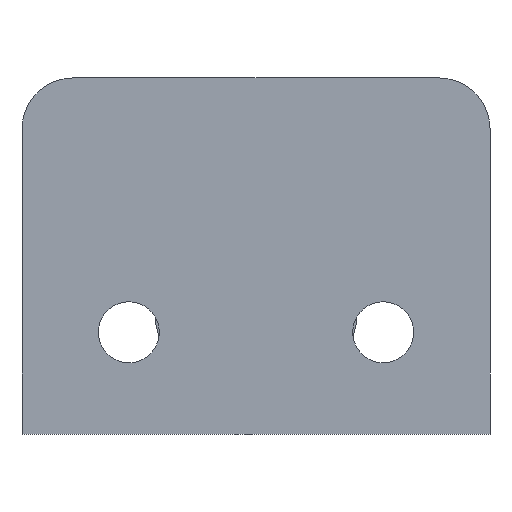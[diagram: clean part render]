
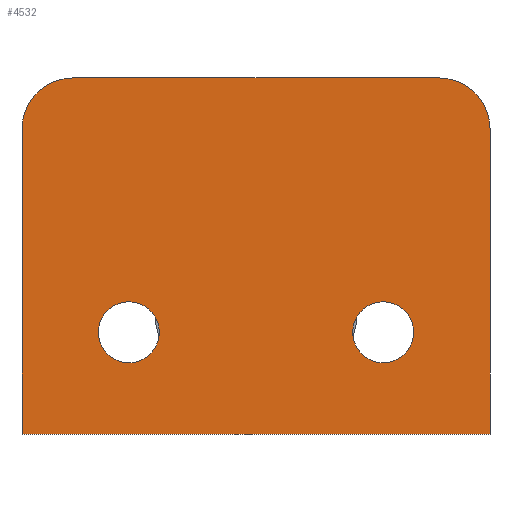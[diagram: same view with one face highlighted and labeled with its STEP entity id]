
A CAD part, front view. The second image highlights one B-rep face of the part: STEP entity #4532.
In plain terms, the highlighted planar face has unit normal (0, -1, 0).
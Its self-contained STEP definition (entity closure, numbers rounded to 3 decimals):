
#32 = EDGE_CURVE ( 'NONE', #4130, #1297, #4320, .T. ) ;
#36 = CARTESIAN_POINT ( 'NONE',  ( 23., -2., 12.5 ) ) ;
#60 = VECTOR ( 'NONE', #1505, 1000. ) ;
#79 = ORIENTED_EDGE ( 'NONE', *, *, #32, .T. ) ;
#213 = VECTOR ( 'NONE', #5370, 1000. ) ;
#237 = VERTEX_POINT ( 'NONE', #4591 ) ;
#378 = ORIENTED_EDGE ( 'NONE', *, *, #2137, .T. ) ;
#517 = CARTESIAN_POINT ( 'NONE',  ( -18., -2., 17.5 ) ) ;
#775 = DIRECTION ( 'NONE',  ( 0., 0., 1. ) ) ;
#781 = DIRECTION ( 'NONE',  ( 0., 0., 1. ) ) ;
#878 = FACE_OUTER_BOUND ( 'NONE', #4842, .T. ) ;
#917 = DIRECTION ( 'NONE',  ( 0., 0., 1. ) ) ;
#919 = CARTESIAN_POINT ( 'NONE',  ( 12.5, -2., -4.5 ) ) ;
#1004 = CARTESIAN_POINT ( 'NONE',  ( -12.5, -2., -4.5 ) ) ;
#1069 = VERTEX_POINT ( 'NONE', #919 ) ;
#1081 = VERTEX_POINT ( 'NONE', #517 ) ;
#1103 = AXIS2_PLACEMENT_3D ( 'NONE', #1814, #2315, #2384 ) ;
#1123 = DIRECTION ( 'NONE',  ( 0., 1., 0. ) ) ;
#1174 = LINE ( 'NONE', #6026, #60 ) ;
#1273 = AXIS2_PLACEMENT_3D ( 'NONE', #5801, #1356, #775 ) ;
#1297 = VERTEX_POINT ( 'NONE', #1004 ) ;
#1323 = FACE_BOUND ( 'NONE', #6927, .T. ) ;
#1329 = CARTESIAN_POINT ( 'NONE',  ( 18., -2., 17.5 ) ) ;
#1356 = DIRECTION ( 'NONE',  ( 0., 1., 0. ) ) ;
#1392 = EDGE_LOOP ( 'NONE', ( #2379, #79 ) ) ;
#1505 = DIRECTION ( 'NONE',  ( 0., 0., 1. ) ) ;
#1509 = EDGE_CURVE ( 'NONE', #6893, #237, #4451, .T. ) ;
#1554 = CARTESIAN_POINT ( 'NONE',  ( 12.5, -2., -7.5 ) ) ;
#1574 = CARTESIAN_POINT ( 'NONE',  ( -12.5, -2., -7.5 ) ) ;
#1693 = DIRECTION ( 'NONE',  ( 0., 0., -1. ) ) ;
#1754 = VERTEX_POINT ( 'NONE', #3692 ) ;
#1802 = ORIENTED_EDGE ( 'NONE', *, *, #5544, .T. ) ;
#1814 = CARTESIAN_POINT ( 'NONE',  ( 12.5, -2., -7.5 ) ) ;
#2012 = ORIENTED_EDGE ( 'NONE', *, *, #1509, .F. ) ;
#2137 = EDGE_CURVE ( 'NONE', #1069, #1754, #6275, .T. ) ;
#2269 = CARTESIAN_POINT ( 'NONE',  ( 18., -2., 12.5 ) ) ;
#2315 = DIRECTION ( 'NONE',  ( 0., 1., 0. ) ) ;
#2379 = ORIENTED_EDGE ( 'NONE', *, *, #2390, .T. ) ;
#2384 = DIRECTION ( 'NONE',  ( 0., 0., -1. ) ) ;
#2390 = EDGE_CURVE ( 'NONE', #1297, #4130, #6381, .T. ) ;
#2449 = ORIENTED_EDGE ( 'NONE', *, *, #5468, .T. ) ;
#2518 = CARTESIAN_POINT ( 'NONE',  ( -23., -2., -17.5 ) ) ;
#2671 = CARTESIAN_POINT ( 'NONE',  ( -12.5, -2., -7.5 ) ) ;
#2750 = CIRCLE ( 'NONE', #6377, 5. ) ;
#2829 = CARTESIAN_POINT ( 'NONE',  ( 23., -2., 17.5 ) ) ;
#3110 = ORIENTED_EDGE ( 'NONE', *, *, #3374, .T. ) ;
#3297 = VERTEX_POINT ( 'NONE', #5353 ) ;
#3301 = DIRECTION ( 'NONE',  ( 0., -1., 0. ) ) ;
#3374 = EDGE_CURVE ( 'NONE', #1754, #1069, #6335, .T. ) ;
#3692 = CARTESIAN_POINT ( 'NONE',  ( 12.5, -2., -10.5 ) ) ;
#3781 = EDGE_CURVE ( 'NONE', #1081, #5561, #3937, .T. ) ;
#3869 = EDGE_CURVE ( 'NONE', #6654, #3297, #1174, .T. ) ;
#3937 = LINE ( 'NONE', #2829, #6114 ) ;
#4062 = ORIENTED_EDGE ( 'NONE', *, *, #6325, .F. ) ;
#4130 = VERTEX_POINT ( 'NONE', #5856 ) ;
#4290 = AXIS2_PLACEMENT_3D ( 'NONE', #1554, #6107, #6701 ) ;
#4320 = CIRCLE ( 'NONE', #4429, 3. ) ;
#4399 = ORIENTED_EDGE ( 'NONE', *, *, #3781, .F. ) ;
#4429 = AXIS2_PLACEMENT_3D ( 'NONE', #1574, #7038, #917 ) ;
#4451 = LINE ( 'NONE', #6692, #5463 ) ;
#4532 = ADVANCED_FACE ( 'NONE', ( #6421, #1323, #878 ), #6934, .F. ) ;
#4571 = DIRECTION ( 'NONE',  ( 0., -1., 0. ) ) ;
#4591 = CARTESIAN_POINT ( 'NONE',  ( 23., -2., -17.5 ) ) ;
#4640 = CARTESIAN_POINT ( 'NONE',  ( -18., -2., 12.5 ) ) ;
#4842 = EDGE_LOOP ( 'NONE', ( #4399, #1802, #7155, #4062, #2012, #2449 ) ) ;
#5353 = CARTESIAN_POINT ( 'NONE',  ( -23., -2., 12.5 ) ) ;
#5370 = DIRECTION ( 'NONE',  ( -1., 0., 0. ) ) ;
#5445 = CIRCLE ( 'NONE', #5558, 5. ) ;
#5463 = VECTOR ( 'NONE', #1693, 1000. ) ;
#5468 = EDGE_CURVE ( 'NONE', #6893, #5561, #5445, .T. ) ;
#5482 = DIRECTION ( 'NONE',  ( 1., 0., 0. ) ) ;
#5525 = DIRECTION ( 'NONE',  ( 0., 0., 1. ) ) ;
#5544 = EDGE_CURVE ( 'NONE', #1081, #3297, #2750, .T. ) ;
#5558 = AXIS2_PLACEMENT_3D ( 'NONE', #2269, #3301, #5525 ) ;
#5561 = VERTEX_POINT ( 'NONE', #1329 ) ;
#5801 = CARTESIAN_POINT ( 'NONE',  ( 0., -2., 0. ) ) ;
#5856 = CARTESIAN_POINT ( 'NONE',  ( -12.5, -2., -10.5 ) ) ;
#5880 = CARTESIAN_POINT ( 'NONE',  ( 23., -2., -17.5 ) ) ;
#6026 = CARTESIAN_POINT ( 'NONE',  ( -23., -2., 17.5 ) ) ;
#6035 = DIRECTION ( 'NONE',  ( 0., 0., 1. ) ) ;
#6107 = DIRECTION ( 'NONE',  ( 0., 1., 0. ) ) ;
#6114 = VECTOR ( 'NONE', #5482, 1000. ) ;
#6275 = CIRCLE ( 'NONE', #4290, 3. ) ;
#6325 = EDGE_CURVE ( 'NONE', #237, #6654, #6436, .T. ) ;
#6335 = CIRCLE ( 'NONE', #1103, 3. ) ;
#6377 = AXIS2_PLACEMENT_3D ( 'NONE', #4640, #4571, #781 ) ;
#6381 = CIRCLE ( 'NONE', #6625, 3. ) ;
#6421 = FACE_BOUND ( 'NONE', #1392, .T. ) ;
#6436 = LINE ( 'NONE', #5880, #213 ) ;
#6625 = AXIS2_PLACEMENT_3D ( 'NONE', #2671, #1123, #6035 ) ;
#6654 = VERTEX_POINT ( 'NONE', #2518 ) ;
#6692 = CARTESIAN_POINT ( 'NONE',  ( 23., -2., 17.5 ) ) ;
#6701 = DIRECTION ( 'NONE',  ( 0., 0., -1. ) ) ;
#6893 = VERTEX_POINT ( 'NONE', #36 ) ;
#6927 = EDGE_LOOP ( 'NONE', ( #378, #3110 ) ) ;
#6934 = PLANE ( 'NONE',  #1273 ) ;
#7038 = DIRECTION ( 'NONE',  ( 0., 1., 0. ) ) ;
#7155 = ORIENTED_EDGE ( 'NONE', *, *, #3869, .F. ) ;
